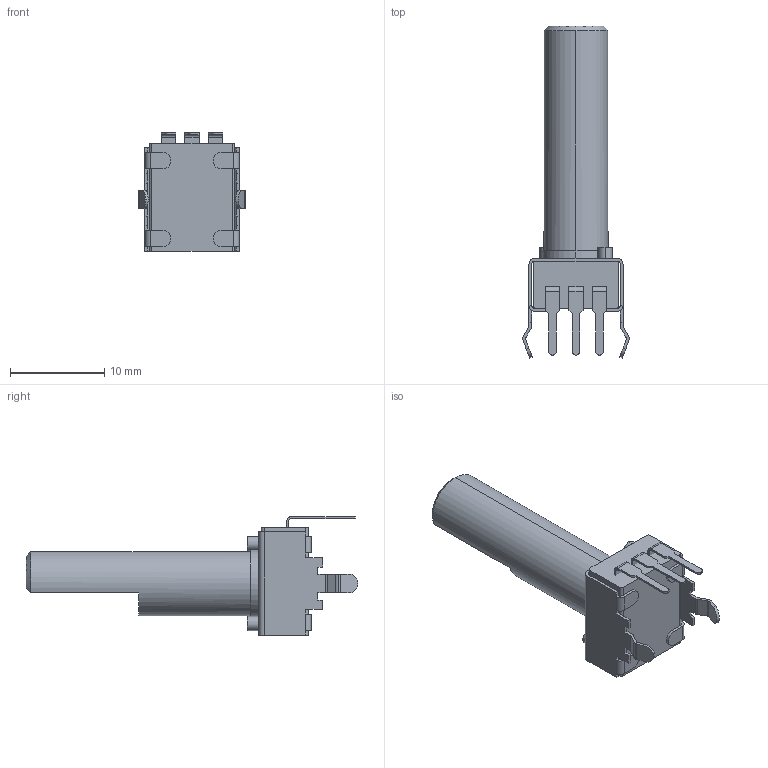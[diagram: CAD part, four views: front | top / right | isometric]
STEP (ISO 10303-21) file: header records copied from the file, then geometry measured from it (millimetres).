
FILE_DESCRIPTION (( 'STEP AP214' ), '1' );
FILE_NAME ('User Library-PTV09A-4.STEP', '2022-09-13T14:35:49', ( '' ), ( '' ), 'SwSTEP 2.0', 'SolidWorks 2022', '' );
FILE_SCHEMA (( 'AUTOMOTIVE_DESIGN' ));
Length unit declared in the file: millimetre
Products named in the file (4): 櫻蠉錪2; 櫻蠉錪3; 櫻蠉錪1; User Library-PTV09A-4
Assembly tree (3 placements, depth 2):
  User Library-PTV09A-4
    櫻蠉錪1
    櫻蠉錪2
    櫻蠉錪3
Bounding box: 11.3 x 35.27 x 12.6 mm (x, y, z)
Volume: 1372.3 mm3; surface area: 1522.4 mm2
Topology: 5 solids, 5 shells, 168 faces, 444 edges, 290 vertices
Faces by surface type: plane 106, cylinder 61, cone 1
Entity records: 7223 total; most frequent: DIRECTION 915, CARTESIAN_POINT 914, ORIENTED_EDGE 888, EDGE_CURVE 444, VECTOR 317, LINE 317, AXIS2_PLACEMENT_3D 299, VERTEX_POINT 290
